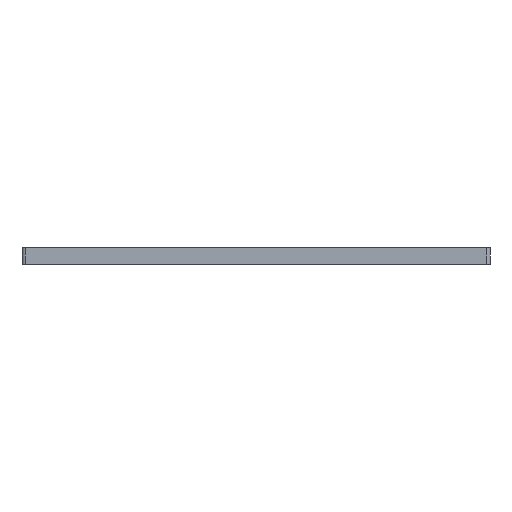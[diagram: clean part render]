
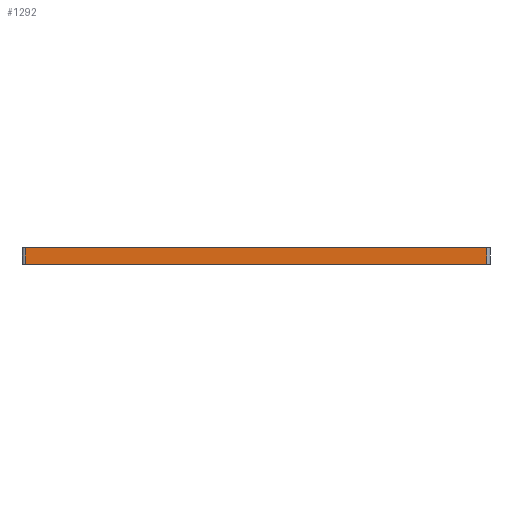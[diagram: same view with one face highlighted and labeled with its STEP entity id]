
A CAD part, front view. The second image highlights one B-rep face of the part: STEP entity #1292.
In plain terms, the highlighted planar face has unit normal (0, -1, 0).
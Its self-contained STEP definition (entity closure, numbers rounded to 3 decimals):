
#64=PLANE('',#1422);
#104=FACE_OUTER_BOUND('',#170,.T.);
#170=EDGE_LOOP('',(#951,#952,#953,#954));
#284=LINE('',#2087,#376);
#285=LINE('',#2091,#377);
#286=LINE('',#2093,#378);
#287=LINE('',#2094,#379);
#376=VECTOR('',#1688,1.);
#377=VECTOR('',#1693,1.);
#378=VECTOR('',#1694,1.);
#379=VECTOR('',#1695,1.);
#581=VERTEX_POINT('',#2084);
#582=VERTEX_POINT('',#2086);
#583=VERTEX_POINT('',#2090);
#584=VERTEX_POINT('',#2092);
#731=EDGE_CURVE('',#581,#582,#284,.T.);
#733=EDGE_CURVE('',#581,#583,#285,.T.);
#734=EDGE_CURVE('',#583,#584,#286,.T.);
#735=EDGE_CURVE('',#582,#584,#287,.T.);
#951=ORIENTED_EDGE('',*,*,#731,.F.);
#952=ORIENTED_EDGE('',*,*,#733,.T.);
#953=ORIENTED_EDGE('',*,*,#734,.T.);
#954=ORIENTED_EDGE('',*,*,#735,.F.);
#1292=ADVANCED_FACE('',(#104),#64,.F.);
#1422=AXIS2_PLACEMENT_3D('',#2089,#1691,#1692);
#1688=DIRECTION('',(0.,0.,-1.));
#1691=DIRECTION('center_axis',(0.,1.,0.));
#1692=DIRECTION('ref_axis',(-1.,0.,0.));
#1693=DIRECTION('',(-1.,0.,0.));
#1694=DIRECTION('',(0.,0.,-1.));
#1695=DIRECTION('',(-1.,0.,0.));
#2084=CARTESIAN_POINT('',(70.28,0.,0.));
#2086=CARTESIAN_POINT('',(70.28,0.,-2.5));
#2087=CARTESIAN_POINT('',(70.28,0.,0.));
#2089=CARTESIAN_POINT('Origin',(70.28,0.,0.));
#2090=CARTESIAN_POINT('',(0.5,0.,0.));
#2091=CARTESIAN_POINT('',(70.28,0.,0.));
#2092=CARTESIAN_POINT('',(0.5,0.,-2.5));
#2093=CARTESIAN_POINT('',(0.5,0.,0.));
#2094=CARTESIAN_POINT('',(70.28,0.,-2.5));
